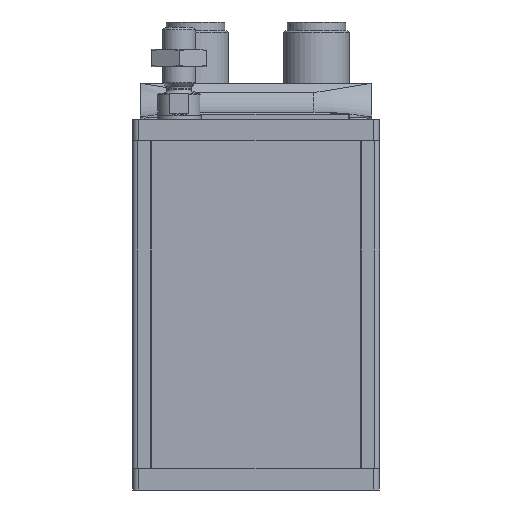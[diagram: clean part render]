
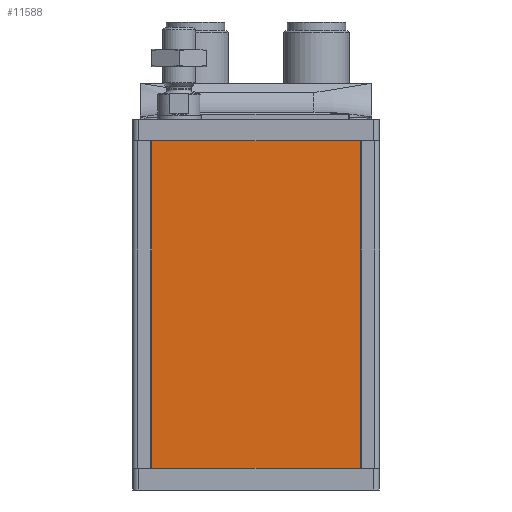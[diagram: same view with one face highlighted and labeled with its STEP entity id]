
A CAD part, front view. The second image highlights one B-rep face of the part: STEP entity #11588.
In plain terms, the highlighted planar face has unit normal (0, -1, 0).
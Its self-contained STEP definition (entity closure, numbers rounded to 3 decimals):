
#195=PLANE('',#15354);
#1646=ORIENTED_EDGE('',*,*,#4918,.F.);
#1647=ORIENTED_EDGE('',*,*,#4917,.F.);
#1648=ORIENTED_EDGE('',*,*,#4919,.T.);
#1649=ORIENTED_EDGE('',*,*,#4920,.T.);
#4917=EDGE_CURVE('',#6528,#6527,#7619,.T.);
#4918=EDGE_CURVE('',#6527,#6529,#7620,.T.);
#4919=EDGE_CURVE('',#6528,#6530,#7621,.T.);
#4920=EDGE_CURVE('',#6530,#6529,#7622,.T.);
#6527=VERTEX_POINT('',#20944);
#6528=VERTEX_POINT('',#20946);
#6529=VERTEX_POINT('',#20950);
#6530=VERTEX_POINT('',#20952);
#7619=LINE('',#20947,#8599);
#7620=LINE('',#20949,#8600);
#7621=LINE('',#20951,#8601);
#7622=LINE('',#20953,#8602);
#8599=VECTOR('',#17141,1000.);
#8600=VECTOR('',#17144,1000.);
#8601=VECTOR('',#17145,1000.);
#8602=VECTOR('',#17146,1000.);
#9484=EDGE_LOOP('',(#1646,#1647,#1648,#1649));
#10394=FACE_BOUND('',#9484,.T.);
#11588=ADVANCED_FACE('',(#10394),#195,.T.);
#15354=AXIS2_PLACEMENT_3D('',#20948,#17142,#17143);
#17141=DIRECTION('',(0.,0.,1.));
#17142=DIRECTION('',(0.,-1.,0.));
#17143=DIRECTION('',(0.,0.,-1.));
#17144=DIRECTION('',(1.,0.,0.));
#17145=DIRECTION('',(1.,0.,0.));
#17146=DIRECTION('',(0.,0.,1.));
#20944=CARTESIAN_POINT('',(-20.,1.1,0.));
#20946=CARTESIAN_POINT('',(-20.,1.1,-59.5));
#20947=CARTESIAN_POINT('',(-20.,1.1,-59.5));
#20948=CARTESIAN_POINT('',(-20.,1.1,-59.5));
#20949=CARTESIAN_POINT('',(-20.,1.1,0.));
#20950=CARTESIAN_POINT('',(20.,1.1,0.));
#20951=CARTESIAN_POINT('',(-20.,1.1,-59.5));
#20952=CARTESIAN_POINT('',(20.,1.1,-59.5));
#20953=CARTESIAN_POINT('',(20.,1.1,-59.5));
